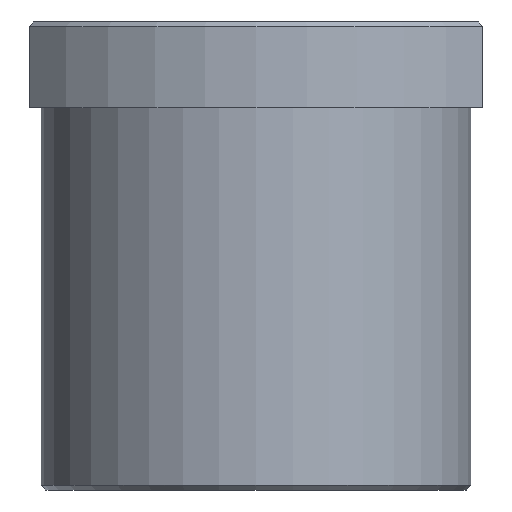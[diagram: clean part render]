
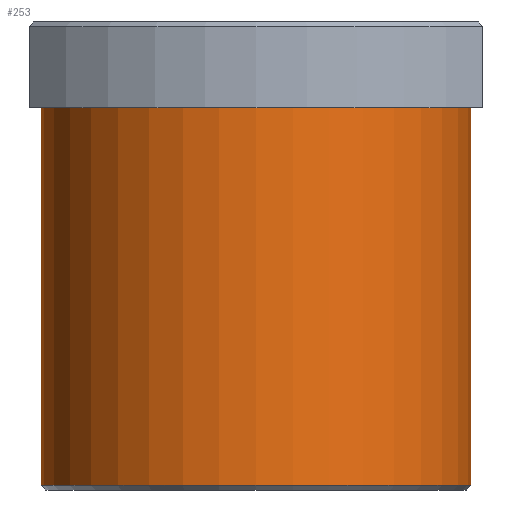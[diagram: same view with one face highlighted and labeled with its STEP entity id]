
A CAD part, front view. The second image highlights one B-rep face of the part: STEP entity #253.
In plain terms, the highlighted cylindrical face has radius 45 mm (diameter 90 mm), a full revolution.
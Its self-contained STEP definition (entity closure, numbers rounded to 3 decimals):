
#197=CYLINDRICAL_SURFACE('',#2484,45.);
#211=CIRCLE('',#2482,45.);
#212=CIRCLE('',#2483,45.);
#253=ADVANCED_FACE('',(#650,#651),#197,.T.);
#650=FACE_BOUND('',#753,.T.);
#651=FACE_BOUND('',#754,.T.);
#753=EDGE_LOOP('',(#1024));
#754=EDGE_LOOP('',(#1025));
#1024=ORIENTED_EDGE('',*,*,#1892,.T.);
#1025=ORIENTED_EDGE('',*,*,#1893,.T.);
#1666=VERTEX_POINT('',#3575);
#1667=VERTEX_POINT('',#3577);
#1892=EDGE_CURVE('',#1666,#1666,#211,.T.);
#1893=EDGE_CURVE('',#1667,#1667,#212,.T.);
#2482=AXIS2_PLACEMENT_3D('',#3574,#2695,#2696);
#2483=AXIS2_PLACEMENT_3D('',#3576,#2697,#2698);
#2484=AXIS2_PLACEMENT_3D('',#3578,#2699,#2700);
#2695=DIRECTION('',(0.,0.,1.));
#2696=DIRECTION('',(1.,0.,0.));
#2697=DIRECTION('',(0.,0.,-1.));
#2698=DIRECTION('',(1.,0.,0.));
#2699=DIRECTION('',(0.,0.,-1.));
#2700=DIRECTION('',(-1.,0.,0.));
#3574=CARTESIAN_POINT('',(0.,0.,-97.));
#3575=CARTESIAN_POINT('',(45.,0.,-97.));
#3576=CARTESIAN_POINT('',(0.,0.,-18.));
#3577=CARTESIAN_POINT('',(45.,0.,-18.));
#3578=CARTESIAN_POINT('',(0.,0.,0.));
